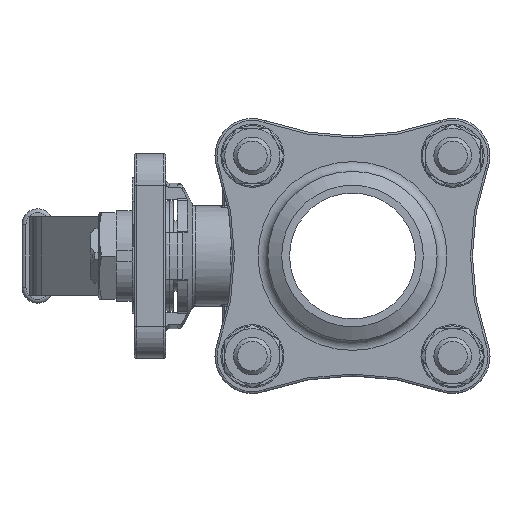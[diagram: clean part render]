
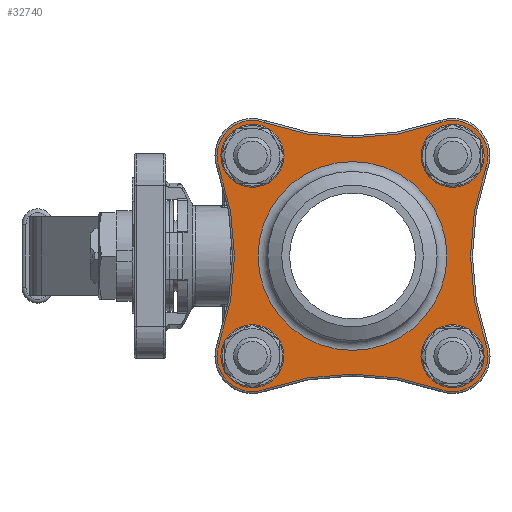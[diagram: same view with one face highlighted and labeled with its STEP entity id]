
A CAD part, left-side view. The second image highlights one B-rep face of the part: STEP entity #32740.
In plain terms, the highlighted planar face has unit normal (-1, 0, 0).
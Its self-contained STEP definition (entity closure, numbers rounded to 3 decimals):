
#1 = CIRCLE ( 'NONE', #7198, 8. ) ;
#288 = CIRCLE ( 'NONE', #41343, 9. ) ;
#296 = CIRCLE ( 'NONE', #12581, 24. ) ;
#1378 = DIRECTION ( 'NONE',  ( 1., 0., 0. ) ) ;
#1395 = VERTEX_POINT ( 'NONE', #17199 ) ;
#1403 = VERTEX_POINT ( 'NONE', #17192 ) ;
#1420 = CARTESIAN_POINT ( 'NONE',  ( -33., -95.958, 0. ) ) ;
#1503 = DIRECTION ( 'NONE',  ( 0., 0., 1. ) ) ;
#1567 = VERTEX_POINT ( 'NONE', #17186 ) ;
#4491 = CIRCLE ( 'NONE', #7407, 8. ) ;
#6633 = CIRCLE ( 'NONE', #31359, 9. ) ;
#6637 = CIRCLE ( 'NONE', #30847, 9. ) ;
#6646 = CIRCLE ( 'NONE', #31334, 65.957 ) ;
#7198 = AXIS2_PLACEMENT_3D ( 'NONE', #31164, #31165, #31167 ) ;
#7407 = AXIS2_PLACEMENT_3D ( 'NONE', #31170, #31171, #31172 ) ;
#12579 = AXIS2_PLACEMENT_3D ( 'NONE', #15004, #15006, #15009 ) ;
#12581 = AXIS2_PLACEMENT_3D ( 'NONE', #15016, #15019, #15022 ) ;
#13473 = VERTEX_POINT ( 'NONE', #29802 ) ;
#13490 = VERTEX_POINT ( 'NONE', #29821 ) ;
#13496 = VERTEX_POINT ( 'NONE', #29825 ) ;
#13498 = VERTEX_POINT ( 'NONE', #29827 ) ;
#13533 = VERTEX_POINT ( 'NONE', #38545 ) ;
#13537 = VERTEX_POINT ( 'NONE', #38146 ) ;
#13588 = VERTEX_POINT ( 'NONE', #37665 ) ;
#13652 = VERTEX_POINT ( 'NONE', #29832 ) ;
#15004 = CARTESIAN_POINT ( 'NONE',  ( -33., 0., 95.958 ) ) ;
#15006 = DIRECTION ( 'NONE',  ( 1., 0., 0. ) ) ;
#15009 = DIRECTION ( 'NONE',  ( 0., 0., 1. ) ) ;
#15016 = CARTESIAN_POINT ( 'NONE',  ( -33., 0., 0. ) ) ;
#15019 = DIRECTION ( 'NONE',  ( 1., 0., 0. ) ) ;
#15022 = DIRECTION ( 'NONE',  ( 0., 0., 1. ) ) ;
#15052 = CARTESIAN_POINT ( 'NONE',  ( -33., 25.456, 25.456 ) ) ;
#15054 = DIRECTION ( 'NONE',  ( -1., 0., 0. ) ) ;
#15057 = DIRECTION ( 'NONE',  ( 0., 0., 1. ) ) ;
#15121 = CARTESIAN_POINT ( 'NONE',  ( -33., 0., -95.958 ) ) ;
#15124 = DIRECTION ( 'NONE',  ( 1., 0., 0. ) ) ;
#15126 = DIRECTION ( 'NONE',  ( 0., 0., 1. ) ) ;
#15132 = CARTESIAN_POINT ( 'NONE',  ( -33., 25.456, -25.456 ) ) ;
#15135 = DIRECTION ( 'NONE',  ( -1., 0., 0. ) ) ;
#15138 = DIRECTION ( 'NONE',  ( 0., 0., 1. ) ) ;
#15145 = CARTESIAN_POINT ( 'NONE',  ( -33., 95.958, 0. ) ) ;
#15148 = DIRECTION ( 'NONE',  ( 1., 0., 0. ) ) ;
#15150 = DIRECTION ( 'NONE',  ( 0., 0., 1. ) ) ;
#16095 = EDGE_CURVE ( 'NONE', #58165, #58165, #1, .T. ) ;
#16098 = EDGE_CURVE ( 'NONE', #58161, #58161, #4491, .T. ) ;
#16807 = EDGE_CURVE ( 'NONE', #13652, #13588, #6646, .T. ) ;
#16809 = CARTESIAN_POINT ( 'NONE',  ( -33., -17.456, -25.456 ) ) ;
#16814 = EDGE_CURVE ( 'NONE', #13498, #13652, #6637, .T. ) ;
#16815 = CARTESIAN_POINT ( 'NONE',  ( -33., 17.456, 25.456 ) ) ;
#16819 = EDGE_CURVE ( 'NONE', #13588, #13473, #6633, .T. ) ;
#17186 = CARTESIAN_POINT ( 'NONE',  ( -33., 0., 24. ) ) ;
#17192 = CARTESIAN_POINT ( 'NONE',  ( -33., -25.456, 17.456 ) ) ;
#17199 = CARTESIAN_POINT ( 'NONE',  ( -33., 25.456, -17.456 ) ) ;
#21861 = ORIENTED_EDGE ( 'NONE', *, *, #16807, .T. ) ;
#21912 = ORIENTED_EDGE ( 'NONE', *, *, #60829, .T. ) ;
#21938 = ORIENTED_EDGE ( 'NONE', *, *, #60818, .F. ) ;
#22220 = ORIENTED_EDGE ( 'NONE', *, *, #60816, .T. ) ;
#22230 = ORIENTED_EDGE ( 'NONE', *, *, #60823, .T. ) ;
#22377 = ORIENTED_EDGE ( 'NONE', *, *, #60830, .T. ) ;
#22612 = ORIENTED_EDGE ( 'NONE', *, *, #16814, .T. ) ;
#22709 = ORIENTED_EDGE ( 'NONE', *, *, #60817, .T. ) ;
#22783 = ORIENTED_EDGE ( 'NONE', *, *, #60819, .F. ) ;
#22974 = ORIENTED_EDGE ( 'NONE', *, *, #16098, .F. ) ;
#23011 = ORIENTED_EDGE ( 'NONE', *, *, #60828, .T. ) ;
#23083 = ORIENTED_EDGE ( 'NONE', *, *, #16819, .T. ) ;
#23275 = ORIENTED_EDGE ( 'NONE', *, *, #16095, .F. ) ;
#23347 = DIRECTION ( 'NONE',  ( 0., 0., -1. ) ) ;
#23350 = DIRECTION ( 'NONE',  ( -1., 0., 0. ) ) ;
#23380 = CARTESIAN_POINT ( 'NONE',  ( -33., -25.456, 25.456 ) ) ;
#23527 = DIRECTION ( 'NONE',  ( -1., 0., 0. ) ) ;
#23997 = DIRECTION ( 'NONE',  ( 0., 0., 1. ) ) ;
#24265 = CARTESIAN_POINT ( 'NONE',  ( -33., 25.456, -25.456 ) ) ;
#25828 = EDGE_LOOP ( 'NONE', ( #22783 ) ) ;
#25842 = EDGE_LOOP ( 'NONE', ( #22220, #22230, #22377, #21912, #23011, #22612, #21861, #23083 ) ) ;
#25847 = EDGE_LOOP ( 'NONE', ( #23275 ) ) ;
#25854 = EDGE_LOOP ( 'NONE', ( #21938 ) ) ;
#25861 = EDGE_LOOP ( 'NONE', ( #22709 ) ) ;
#26039 = EDGE_LOOP ( 'NONE', ( #22974 ) ) ;
#29802 = CARTESIAN_POINT ( 'NONE',  ( -33., -22.399, 33.921 ) ) ;
#29821 = CARTESIAN_POINT ( 'NONE',  ( -33., 33.921, -22.399 ) ) ;
#29825 = CARTESIAN_POINT ( 'NONE',  ( -33., 22.399, -33.921 ) ) ;
#29827 = CARTESIAN_POINT ( 'NONE',  ( -33., -22.399, -33.921 ) ) ;
#29832 = CARTESIAN_POINT ( 'NONE',  ( -33., -33.921, -22.399 ) ) ;
#30847 = AXIS2_PLACEMENT_3D ( 'NONE', #38195, #37795, #38194 ) ;
#31164 = CARTESIAN_POINT ( 'NONE',  ( -33., -25.456, -25.456 ) ) ;
#31165 = DIRECTION ( 'NONE',  ( -1., 0., 0. ) ) ;
#31167 = DIRECTION ( 'NONE',  ( 0., 1., 0. ) ) ;
#31170 = CARTESIAN_POINT ( 'NONE',  ( -33., 25.456, 25.456 ) ) ;
#31171 = DIRECTION ( 'NONE',  ( -1., 0., 0. ) ) ;
#31172 = DIRECTION ( 'NONE',  ( 0., -1., 0. ) ) ;
#31334 = AXIS2_PLACEMENT_3D ( 'NONE', #1420, #1378, #1503 ) ;
#31359 = AXIS2_PLACEMENT_3D ( 'NONE', #38474, #37581, #38464 ) ;
#32740 = ADVANCED_FACE ( 'NONE', ( #58159, #58160, #58162, #58163, #58164, #58166 ), #56211, .T. ) ;
#34572 = CIRCLE ( 'NONE', #41381, 8. ) ;
#34577 = CIRCLE ( 'NONE', #41386, 8. ) ;
#37133 = CIRCLE ( 'NONE', #12579, 65.957 ) ;
#37581 = DIRECTION ( 'NONE',  ( -1., 0., 0. ) ) ;
#37665 = CARTESIAN_POINT ( 'NONE',  ( -33., -33.921, 22.399 ) ) ;
#37795 = DIRECTION ( 'NONE',  ( -1., 0., 0. ) ) ;
#38146 = CARTESIAN_POINT ( 'NONE',  ( -33., 22.399, 33.921 ) ) ;
#38194 = DIRECTION ( 'NONE',  ( 0., 0., 1. ) ) ;
#38195 = CARTESIAN_POINT ( 'NONE',  ( -33., -25.456, -25.456 ) ) ;
#38464 = DIRECTION ( 'NONE',  ( 0., 0., 1. ) ) ;
#38474 = CARTESIAN_POINT ( 'NONE',  ( -33., -25.456, 25.456 ) ) ;
#38545 = CARTESIAN_POINT ( 'NONE',  ( -33., 33.921, 22.399 ) ) ;
#41329 = AXIS2_PLACEMENT_3D ( 'NONE', #15145, #15148, #15150 ) ;
#41330 = AXIS2_PLACEMENT_3D ( 'NONE', #15132, #15135, #15138 ) ;
#41331 = AXIS2_PLACEMENT_3D ( 'NONE', #15121, #15124, #15126 ) ;
#41343 = AXIS2_PLACEMENT_3D ( 'NONE', #15052, #15054, #15057 ) ;
#41381 = AXIS2_PLACEMENT_3D ( 'NONE', #24265, #23527, #23997 ) ;
#41386 = AXIS2_PLACEMENT_3D ( 'NONE', #23380, #23350, #23347 ) ;
#41640 = AXIS2_PLACEMENT_3D ( 'NONE', #56212, #56213, #56214 ) ;
#49842 = CIRCLE ( 'NONE', #41329, 65.957 ) ;
#49868 = CIRCLE ( 'NONE', #41330, 9. ) ;
#49898 = CIRCLE ( 'NONE', #41331, 65.957 ) ;
#56211 = PLANE ( 'NONE',  #41640 ) ;
#56212 = CARTESIAN_POINT ( 'NONE',  ( -33., 0., 0. ) ) ;
#56213 = DIRECTION ( 'NONE',  ( -1., 0., 0. ) ) ;
#56214 = DIRECTION ( 'NONE',  ( 0., 0., -1. ) ) ;
#58159 = FACE_BOUND ( 'NONE', #25854, .T. ) ;
#58160 = FACE_BOUND ( 'NONE', #25828, .T. ) ;
#58161 = VERTEX_POINT ( 'NONE', #16815 ) ;
#58162 = FACE_BOUND ( 'NONE', #25861, .T. ) ;
#58163 = FACE_OUTER_BOUND ( 'NONE', #25842, .T. ) ;
#58164 = FACE_BOUND ( 'NONE', #25847, .T. ) ;
#58165 = VERTEX_POINT ( 'NONE', #16809 ) ;
#58166 = FACE_BOUND ( 'NONE', #26039, .T. ) ;
#60816 = EDGE_CURVE ( 'NONE', #13473, #13537, #37133, .T. ) ;
#60817 = EDGE_CURVE ( 'NONE', #1567, #1567, #296, .T. ) ;
#60818 = EDGE_CURVE ( 'NONE', #1403, #1403, #34577, .T. ) ;
#60819 = EDGE_CURVE ( 'NONE', #1395, #1395, #34572, .T. ) ;
#60823 = EDGE_CURVE ( 'NONE', #13537, #13533, #288, .T. ) ;
#60828 = EDGE_CURVE ( 'NONE', #13496, #13498, #49898, .T. ) ;
#60829 = EDGE_CURVE ( 'NONE', #13490, #13496, #49868, .T. ) ;
#60830 = EDGE_CURVE ( 'NONE', #13533, #13490, #49842, .T. ) ;
